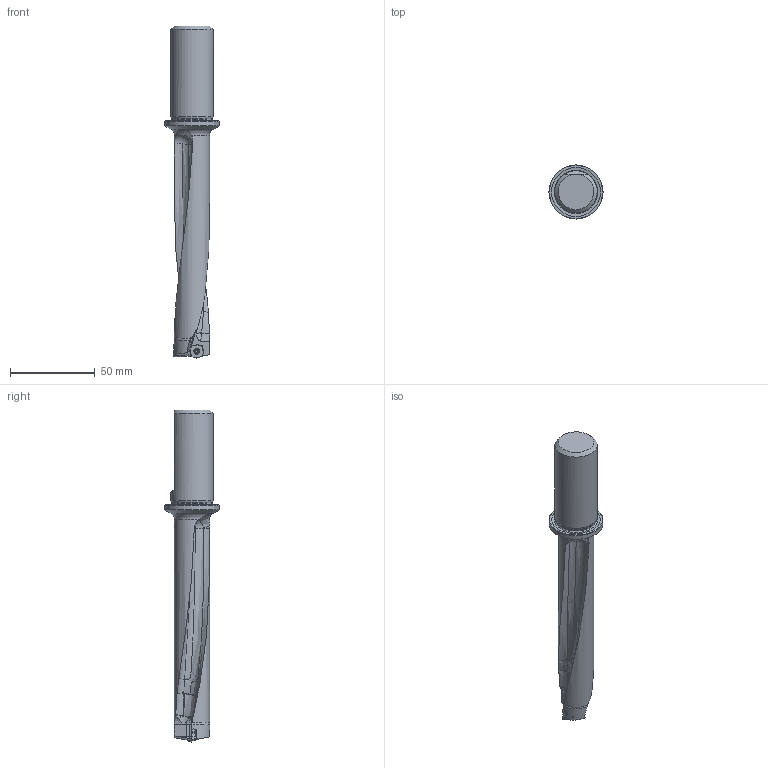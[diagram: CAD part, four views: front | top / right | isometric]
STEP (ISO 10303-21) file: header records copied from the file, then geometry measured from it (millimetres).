
FILE_DESCRIPTION(/* description */ (''),/* implementation_level */ '2;1');
FILE_NAME(/* name */ 'MM6970583.stp',/* time_stamp */ '2022-01-25T14:29:18+06:00',/* author */ (''),/* organization */ (''),/* preprocessor_version */ 'ST-DEVELOPER v16.7',/* originating_system */ 'SIEMENS PLM Software NX 12.0',/* authorisation */ '');
FILE_SCHEMA (('AUTOMOTIVE_DESIGN { 1 0 10303 214 3 1 1 1 }'));
Length unit declared in the file: millimetre
Products named in the file (1): MM6970583
Bounding box: 31.9 x 31.9 x 195.89 mm (x, y, z)
Volume: 56368.2 mm3; surface area: 16220.7 mm2
Topology: 5 solids, 5 shells, 331 faces, 906 edges, 588 vertices
Faces by surface type: cylinder 125, plane 111, bspline 43, cone 21, sphere 19, torus 12
Full cylindrical faces by diameter (mm): 1.9 x2, 2.2 x2, 2.6 x2, 3.05 x2, 3.4 x2, 24.284 x1, 24.983 x1, 31.9 x1
Entity records: 11595 total; most frequent: CARTESIAN_POINT 3478, ORIENTED_EDGE 1738, DIRECTION 1636, EDGE_CURVE 869, AXIS2_PLACEMENT_3D 654, VERTEX_POINT 582, EDGE_LOOP 369, ADVANCED_FACE 331
